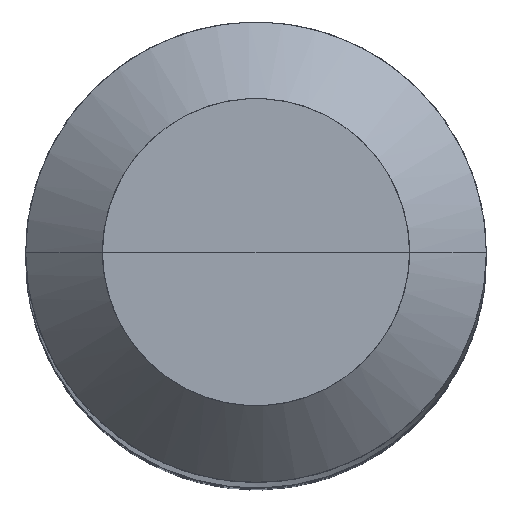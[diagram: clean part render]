
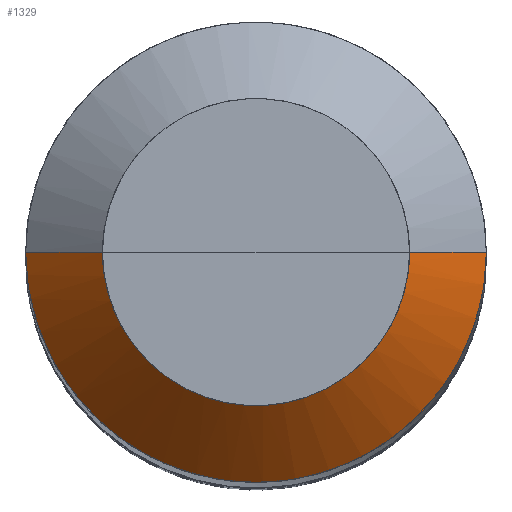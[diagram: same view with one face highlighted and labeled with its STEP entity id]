
A CAD part, top view. The second image highlights one B-rep face of the part: STEP entity #1329.
In plain terms, the highlighted free-form (B-spline) face has degree [1, 2] with [2, 5] control points.
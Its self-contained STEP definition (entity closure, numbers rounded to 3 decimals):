
#857=CARTESIAN_POINT('',(3.0,0.0,37.0));
#861=CARTESIAN_POINT('',(-3.0,0.0,37.0));
#862=CARTESIAN_POINT('',(2.0,0.0,38.0));
#866=CARTESIAN_POINT('',(-2.0,0.0,38.0));
#880=CARTESIAN_POINT('',(-3.0,-3.0,37.0));
#881=CARTESIAN_POINT('',(0.0,-3.0,37.0));
#882=CARTESIAN_POINT('',(3.0,-3.0,37.0));
#883=CARTESIAN_POINT('',(-2.0,-2.0,38.0));
#884=CARTESIAN_POINT('',(0.0,-2.0,38.0));
#885=CARTESIAN_POINT('',(2.0,-2.0,38.0));
#1310=(
BOUNDED_SURFACE()
B_SPLINE_SURFACE(1,2,(
(#861,#880,#881,#882,#857),
(#866,#883,#884,#885,#862)
), .UNSPECIFIED.,.F.,.F.,.F.)
B_SPLINE_SURFACE_WITH_KNOTS((2,2),(3,2,3),(
0.0,1.0),(
0.0,0.5,1.0), .UNSPECIFIED.)
GEOMETRIC_REPRESENTATION_ITEM()
RATIONAL_B_SPLINE_SURFACE(((1.0,0.707,1.0,0.707,1.0),
(1.0,0.707,1.0,0.707,1.0)
))
REPRESENTATION_ITEM('')
SURFACE()
);
#1311=(
BOUNDED_CURVE()
B_SPLINE_CURVE(2,(#857,#882,#881,#880,#861),.UNSPECIFIED.,.F.,.F.)
B_SPLINE_CURVE_WITH_KNOTS((3,2,3),
(0.0,0.5,1.0),.UNSPECIFIED.)
CURVE()
GEOMETRIC_REPRESENTATION_ITEM()
RATIONAL_B_SPLINE_CURVE((1.0,0.707,1.0,0.707,1.0))
REPRESENTATION_ITEM('')
);
#1312=(
BOUNDED_CURVE()
B_SPLINE_CURVE(1,(#861,#866),.UNSPECIFIED.,.F.,.F.)
B_SPLINE_CURVE_WITH_KNOTS((2,2),
(0.0,1.0),.UNSPECIFIED.)
CURVE()
GEOMETRIC_REPRESENTATION_ITEM()
RATIONAL_B_SPLINE_CURVE((1.0,1.0))
REPRESENTATION_ITEM('')
);
#1313=(
BOUNDED_CURVE()
B_SPLINE_CURVE(2,(#866,#883,#884,#885,#862),.UNSPECIFIED.,.F.,.F.)
B_SPLINE_CURVE_WITH_KNOTS((3,2,3),
(0.0,0.5,1.0),.UNSPECIFIED.)
CURVE()
GEOMETRIC_REPRESENTATION_ITEM()
RATIONAL_B_SPLINE_CURVE((1.0,0.707,1.0,0.707,1.0))
REPRESENTATION_ITEM('')
);
#1314=(
BOUNDED_CURVE()
B_SPLINE_CURVE(1,(#862,#857),.UNSPECIFIED.,.F.,.F.)
B_SPLINE_CURVE_WITH_KNOTS((2,2),
(0.0,1.0),.UNSPECIFIED.)
CURVE()
GEOMETRIC_REPRESENTATION_ITEM()
RATIONAL_B_SPLINE_CURVE((1.0,1.0))
REPRESENTATION_ITEM('')
);
#1315=VERTEX_POINT('',#857);
#1316=VERTEX_POINT('',#861);
#1317=VERTEX_POINT('',#862);
#1318=VERTEX_POINT('',#866);
#1319=EDGE_CURVE('',#1315,#1316,#1311,.T.);
#1320=EDGE_CURVE('',#1316,#1318,#1312,.T.);
#1321=EDGE_CURVE('',#1318,#1317,#1313,.T.);
#1322=EDGE_CURVE('',#1317,#1315,#1314,.T.);
#1323=ORIENTED_EDGE('',*,*,#1319,.T.);
#1324=ORIENTED_EDGE('',*,*,#1320,.T.);
#1325=ORIENTED_EDGE('',*,*,#1321,.T.);
#1326=ORIENTED_EDGE('',*,*,#1322,.T.);
#1327=EDGE_LOOP('',(#1323,#1324,#1325,#1326));
#1328=FACE_OUTER_BOUND('',#1327,.T.);
#1329=ADVANCED_FACE('',(#1328),#1310,.T.);
